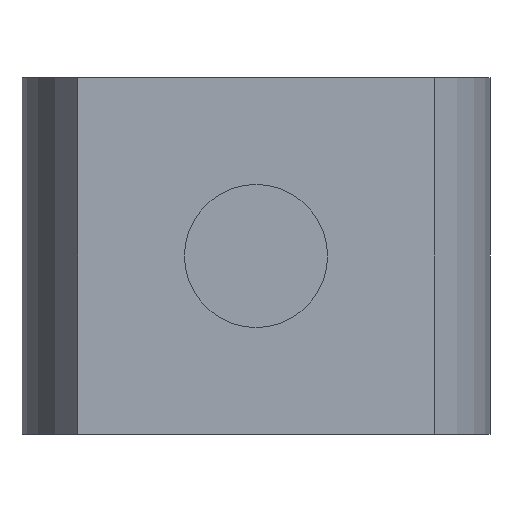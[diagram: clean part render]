
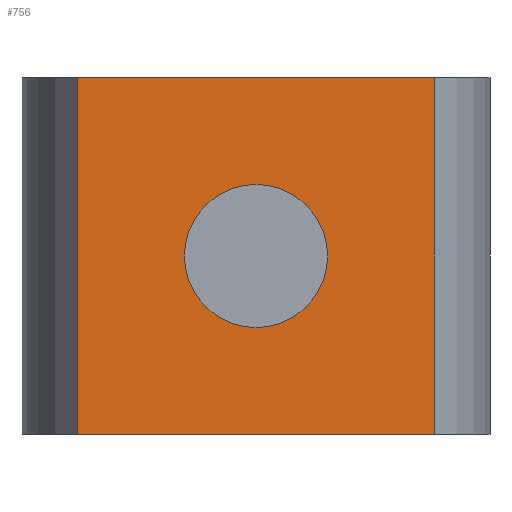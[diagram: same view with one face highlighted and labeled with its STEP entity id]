
A CAD part, front view. The second image highlights one B-rep face of the part: STEP entity #756.
In plain terms, the highlighted planar face has unit normal (0, -1, 0).
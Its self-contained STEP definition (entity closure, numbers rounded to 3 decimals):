
#20=FACE_BOUND('',#118,.T.);
#37=PLANE('',#811);
#52=CIRCLE('',#806,3.493);
#79=FACE_OUTER_BOUND('',#117,.T.);
#117=EDGE_LOOP('',(#589,#590,#591,#592));
#118=EDGE_LOOP('',(#593));
#212=LINE('',#2557,#279);
#213=LINE('',#2559,#280);
#214=LINE('',#2561,#281);
#215=LINE('',#2562,#282);
#279=VECTOR('',#918,10.);
#280=VECTOR('',#919,10.);
#281=VECTOR('',#920,10.);
#282=VECTOR('',#921,10.);
#348=VERTEX_POINT('',#2530);
#355=VERTEX_POINT('',#2555);
#356=VERTEX_POINT('',#2556);
#357=VERTEX_POINT('',#2558);
#358=VERTEX_POINT('',#2560);
#435=EDGE_CURVE('',#348,#348,#52,.T.);
#448=EDGE_CURVE('',#355,#356,#212,.T.);
#449=EDGE_CURVE('',#357,#355,#213,.T.);
#450=EDGE_CURVE('',#358,#357,#214,.T.);
#451=EDGE_CURVE('',#356,#358,#215,.T.);
#589=ORIENTED_EDGE('',*,*,#448,.F.);
#590=ORIENTED_EDGE('',*,*,#449,.F.);
#591=ORIENTED_EDGE('',*,*,#450,.F.);
#592=ORIENTED_EDGE('',*,*,#451,.F.);
#593=ORIENTED_EDGE('',*,*,#435,.T.);
#756=ADVANCED_FACE('',(#79,#20),#37,.F.);
#806=AXIS2_PLACEMENT_3D('',#2531,#894,#895);
#811=AXIS2_PLACEMENT_3D('',#2554,#916,#917);
#894=DIRECTION('center_axis',(0.,1.,0.));
#895=DIRECTION('ref_axis',(1.,0.,0.));
#916=DIRECTION('center_axis',(0.,1.,0.));
#917=DIRECTION('ref_axis',(1.,0.,0.));
#918=DIRECTION('',(0.,0.,-1.));
#919=DIRECTION('',(1.,0.,0.));
#920=DIRECTION('',(0.,0.,1.));
#921=DIRECTION('',(-1.,0.,0.));
#2530=CARTESIAN_POINT('',(-3.493,0.,0.));
#2531=CARTESIAN_POINT('Origin',(0.,0.,0.));
#2554=CARTESIAN_POINT('Origin',(0.,0.,0.));
#2555=CARTESIAN_POINT('',(8.7,0.,8.7));
#2556=CARTESIAN_POINT('',(8.7,0.,-8.7));
#2557=CARTESIAN_POINT('',(8.7,0.,8.7));
#2558=CARTESIAN_POINT('',(-8.7,0.,8.7));
#2559=CARTESIAN_POINT('',(-8.7,0.,8.7));
#2560=CARTESIAN_POINT('',(-8.7,0.,-8.7));
#2561=CARTESIAN_POINT('',(-8.7,0.,-8.7));
#2562=CARTESIAN_POINT('',(8.7,0.,-8.7));
